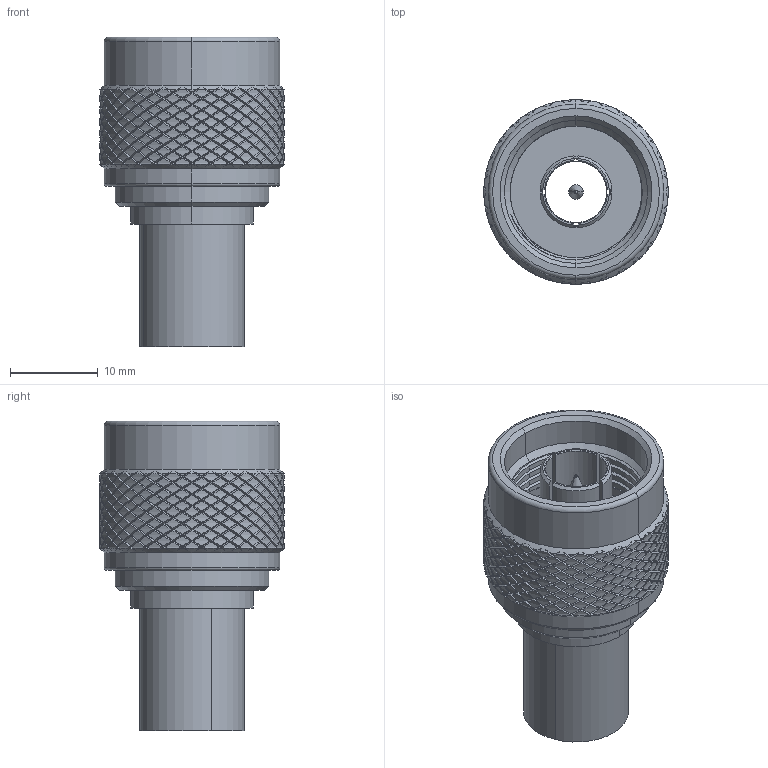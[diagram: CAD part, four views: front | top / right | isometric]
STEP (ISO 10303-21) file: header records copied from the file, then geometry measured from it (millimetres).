
FILE_DESCRIPTION (( 'STEP AP214' ), '1' );
FILE_NAME ('25-005-B3-DE.STEP', '2024-10-31T10:30:11', ( '' ), ( '' ), 'SwSTEP 2.0', 'SolidWorks 2024', '' );
FILE_SCHEMA (( 'AUTOMOTIVE_DESIGN' ));
Products named in the file (1): 25-005-B3-DE
Bounding box: 21 x 21 x 35.3 mm (x, y, z)
Surface area: 4562.6 mm2 (no closed solid volume)
Topology: 0 solids, 10 shells, 2218 faces, 5068 edges, 2841 vertices
Faces by surface type: bspline 1681, cylinder 477, cone 28, plane 26, torus 4, sphere 2
Entity records: 113667 total; most frequent: CARTESIAN_POINT 84220, ORIENTED_EDGE 9655, EDGE_CURVE 5068, VERTEX_POINT 2841, EDGE_LOOP 2226, ADVANCED_FACE 2218, FACE_OUTER_BOUND 2218, DIRECTION 1900
